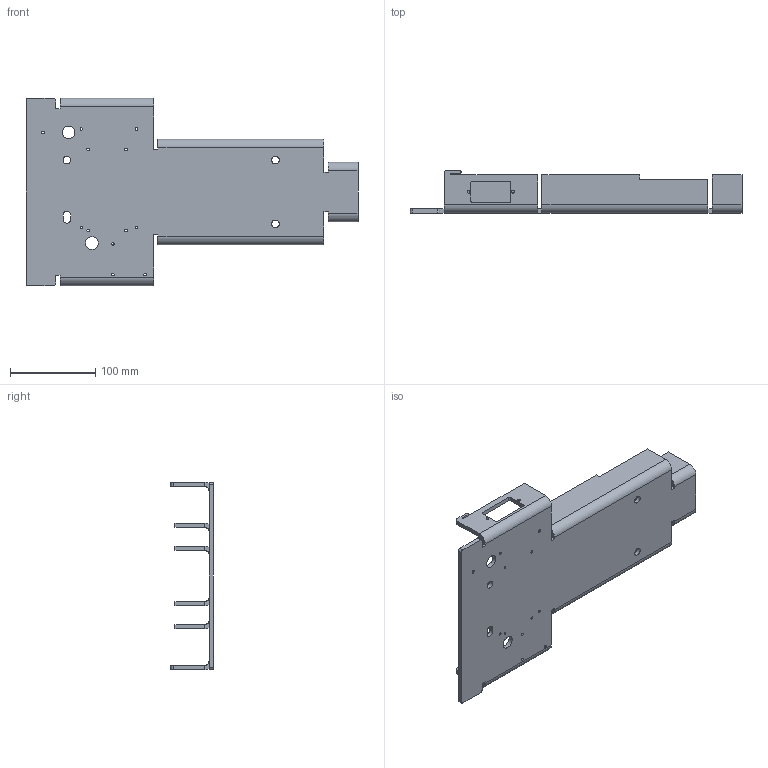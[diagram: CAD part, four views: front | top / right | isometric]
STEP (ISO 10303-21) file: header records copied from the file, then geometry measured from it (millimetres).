
FILE_DESCRIPTION(/* description */ ('','CAx-IF Rec.Pracs.---Representation and Presentation of Product Manufacturing Information (PMI)---4.0---2014-10-13'),/* implementation_level */ '2;1');
FILE_NAME(/* name */ '28-30-101-A1_ZI06 Mittelteilblech, Grundgestell_.step',/* time_stamp */ '2025-02-27T15:26:21+01:00',/* author */ (''),/* organization */ (''),/* preprocessor_version */ 'ST-DEVELOPER v20',/* originating_system */ 'Autodesk Translation Framework v13.20.0.188',/* authorisation */ '');
FILE_SCHEMA (('AP242_MANAGED_MODEL_BASED_3D_ENGINEERING_MIM_LF { 1 0 10303 442 1 1 4 }'));
Length unit declared in the file: millimetre
Products named in the file (1): 28-30-101-A1_ZI06 Mittelteilblech, Grundgestell
Bounding box: 390 x 50 x 220 mm (x, y, z)
Volume: 412103.1 mm3; surface area: 176660.9 mm2
Topology: 1 solids, 1 shells, 137 faces, 357 edges, 222 vertices
Faces by surface type: plane 84, cylinder 53
Full cylindrical faces by diameter (mm): 3 x9, 3.3 x3, 9 x3, 15 x2
Entity records: 4277 total; most frequent: DIRECTION 739, CARTESIAN_POINT 717, ORIENTED_EDGE 714, EDGE_CURVE 357, LINE 251, VECTOR 251, AXIS2_PLACEMENT_3D 244, VERTEX_POINT 222
